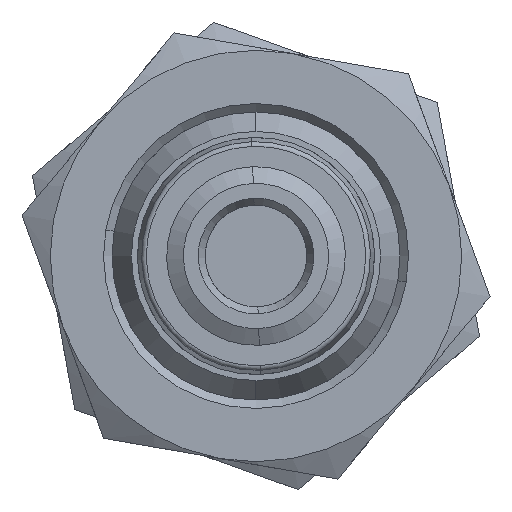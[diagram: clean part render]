
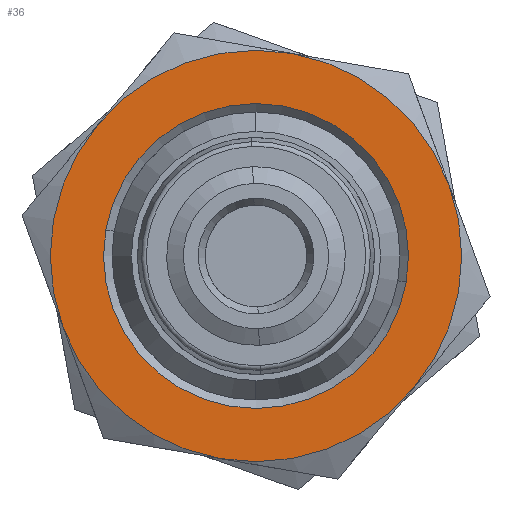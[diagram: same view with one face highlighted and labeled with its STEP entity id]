
A CAD part, left-side view. The second image highlights one B-rep face of the part: STEP entity #36.
In plain terms, the highlighted planar face has unit normal (-1, 0, 0).
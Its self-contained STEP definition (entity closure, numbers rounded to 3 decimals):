
#36 = ADVANCED_FACE ( 'NONE', ( #4845, #4846 ), #213, .T. ) ;
#204 = DIRECTION ( 'NONE',  ( 0., -0.172, 0.985 ) ) ;
#205 = DIRECTION ( 'NONE',  ( -1., 0., 0. ) ) ;
#206 = CARTESIAN_POINT ( 'NONE',  ( 5., 0., 0. ) ) ;
#213 = PLANE ( 'NONE',  #1646 ) ;
#1646 = AXIS2_PLACEMENT_3D ( 'NONE', #206, #205, #204 ) ;
#1993 = EDGE_LOOP ( 'NONE', ( #4750, #4751, #4752, #4753, #4754, #4755 ) ) ;
#1994 = EDGE_LOOP ( 'NONE', ( #4748, #4749 ) ) ;
#3492 = AXIS2_PLACEMENT_3D ( 'NONE', #3648, #3649, #3650 ) ;
#3648 = CARTESIAN_POINT ( 'NONE',  ( 5., 0., 0. ) ) ;
#3649 = DIRECTION ( 'NONE',  ( 1., 0., 0. ) ) ;
#3650 = DIRECTION ( 'NONE',  ( 0., 0.985, 0.172 ) ) ;
#4137 = VERTEX_POINT ( 'NONE', #5843 ) ;
#4149 = VERTEX_POINT ( 'NONE', #5855 ) ;
#4174 = VERTEX_POINT ( 'NONE', #5880 ) ;
#4175 = VERTEX_POINT ( 'NONE', #5881 ) ;
#4184 = VERTEX_POINT ( 'NONE', #5890 ) ;
#4186 = VERTEX_POINT ( 'NONE', #5892 ) ;
#4195 = VERTEX_POINT ( 'NONE', #5901 ) ;
#4199 = VERTEX_POINT ( 'NONE', #5905 ) ;
#4302 = EDGE_CURVE ( 'NONE', #4175, #4174, #4861, .T. ) ;
#4427 = EDGE_CURVE ( 'NONE', #4174, #4175, #5034, .T. ) ;
#4431 = EDGE_CURVE ( 'NONE', #4186, #4137, #5036, .T. ) ;
#4432 = EDGE_CURVE ( 'NONE', #4184, #4186, #5025, .T. ) ;
#4435 = EDGE_CURVE ( 'NONE', #4149, #4184, #5037, .T. ) ;
#4440 = EDGE_CURVE ( 'NONE', #4137, #4199, #5038, .T. ) ;
#4441 = EDGE_CURVE ( 'NONE', #4195, #4149, #5039, .T. ) ;
#4446 = EDGE_CURVE ( 'NONE', #4199, #4195, #5040, .T. ) ;
#4748 = ORIENTED_EDGE ( 'NONE', *, *, #4302, .T. ) ;
#4749 = ORIENTED_EDGE ( 'NONE', *, *, #4427, .T. ) ;
#4750 = ORIENTED_EDGE ( 'NONE', *, *, #4435, .F. ) ;
#4751 = ORIENTED_EDGE ( 'NONE', *, *, #4441, .F. ) ;
#4752 = ORIENTED_EDGE ( 'NONE', *, *, #4446, .F. ) ;
#4753 = ORIENTED_EDGE ( 'NONE', *, *, #4440, .F. ) ;
#4754 = ORIENTED_EDGE ( 'NONE', *, *, #4431, .F. ) ;
#4755 = ORIENTED_EDGE ( 'NONE', *, *, #4432, .F. ) ;
#4845 = FACE_BOUND ( 'NONE', #1994, .T. ) ;
#4846 = FACE_OUTER_BOUND ( 'NONE', #1993, .T. ) ;
#4861 = CIRCLE ( 'NONE', #3492, 6.3 ) ;
#5025 = CIRCLE ( 'NONE', #5127, 8.5 ) ;
#5034 = CIRCLE ( 'NONE', #5124, 6.3 ) ;
#5036 = CIRCLE ( 'NONE', #5126, 8.5 ) ;
#5037 = CIRCLE ( 'NONE', #5128, 8.5 ) ;
#5038 = CIRCLE ( 'NONE', #5129, 8.5 ) ;
#5039 = CIRCLE ( 'NONE', #5130, 8.5 ) ;
#5040 = CIRCLE ( 'NONE', #5131, 8.5 ) ;
#5124 = AXIS2_PLACEMENT_3D ( 'NONE', #5192, #5193, #5194 ) ;
#5126 = AXIS2_PLACEMENT_3D ( 'NONE', #5210, #5211, #5212 ) ;
#5127 = AXIS2_PLACEMENT_3D ( 'NONE', #5214, #5215, #5216 ) ;
#5128 = AXIS2_PLACEMENT_3D ( 'NONE', #5231, #5232, #5233 ) ;
#5129 = AXIS2_PLACEMENT_3D ( 'NONE', #5261, #5262, #5263 ) ;
#5130 = AXIS2_PLACEMENT_3D ( 'NONE', #5265, #5266, #5267 ) ;
#5131 = AXIS2_PLACEMENT_3D ( 'NONE', #5295, #5296, #5297 ) ;
#5192 = CARTESIAN_POINT ( 'NONE',  ( 5., 0., 0. ) ) ;
#5193 = DIRECTION ( 'NONE',  ( 1., 0., 0. ) ) ;
#5194 = DIRECTION ( 'NONE',  ( 0., 0.985, 0.172 ) ) ;
#5210 = CARTESIAN_POINT ( 'NONE',  ( 5., 0., 0. ) ) ;
#5211 = DIRECTION ( 'NONE',  ( 1., 0., 0. ) ) ;
#5212 = DIRECTION ( 'NONE',  ( 0., 0.172, -0.985 ) ) ;
#5214 = CARTESIAN_POINT ( 'NONE',  ( 5., 0., 0. ) ) ;
#5215 = DIRECTION ( 'NONE',  ( 1., 0., 0. ) ) ;
#5216 = DIRECTION ( 'NONE',  ( 0., 0.172, -0.985 ) ) ;
#5231 = CARTESIAN_POINT ( 'NONE',  ( 5., 0., 0. ) ) ;
#5232 = DIRECTION ( 'NONE',  ( 1., 0., 0. ) ) ;
#5233 = DIRECTION ( 'NONE',  ( 0., 0.172, -0.985 ) ) ;
#5261 = CARTESIAN_POINT ( 'NONE',  ( 5., 0., 0. ) ) ;
#5262 = DIRECTION ( 'NONE',  ( 1., 0., 0. ) ) ;
#5263 = DIRECTION ( 'NONE',  ( 0., 0.172, -0.985 ) ) ;
#5265 = CARTESIAN_POINT ( 'NONE',  ( 5., 0., 0. ) ) ;
#5266 = DIRECTION ( 'NONE',  ( 1., 0., 0. ) ) ;
#5267 = DIRECTION ( 'NONE',  ( 0., 0.172, -0.985 ) ) ;
#5295 = CARTESIAN_POINT ( 'NONE',  ( 5., 0., 0. ) ) ;
#5296 = DIRECTION ( 'NONE',  ( 1., 0., 0. ) ) ;
#5297 = DIRECTION ( 'NONE',  ( 0., 0.172, -0.985 ) ) ;
#5843 = CARTESIAN_POINT ( 'NONE',  ( 5., -1.458, 8.374 ) ) ;
#5855 = CARTESIAN_POINT ( 'NONE',  ( 5., 1.458, -8.374 ) ) ;
#5880 = CARTESIAN_POINT ( 'NONE',  ( 5., 6.207, 1.081 ) ) ;
#5881 = CARTESIAN_POINT ( 'NONE',  ( 5., -6.207, -1.081 ) ) ;
#5890 = CARTESIAN_POINT ( 'NONE',  ( 5., 7.981, -2.924 ) ) ;
#5892 = CARTESIAN_POINT ( 'NONE',  ( 5., 6.523, 5.45 ) ) ;
#5901 = CARTESIAN_POINT ( 'NONE',  ( 5., -6.523, -5.45 ) ) ;
#5905 = CARTESIAN_POINT ( 'NONE',  ( 5., -7.981, 2.924 ) ) ;
